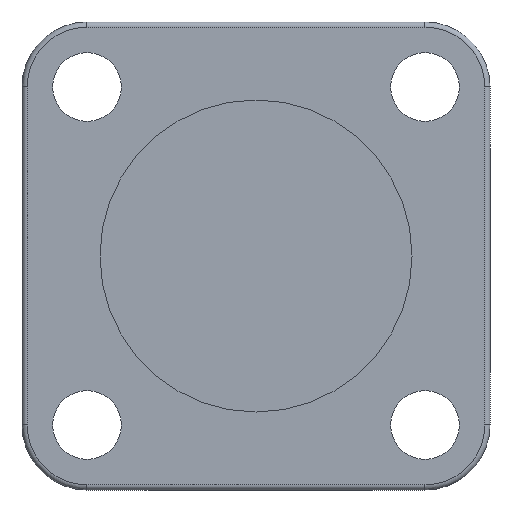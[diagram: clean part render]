
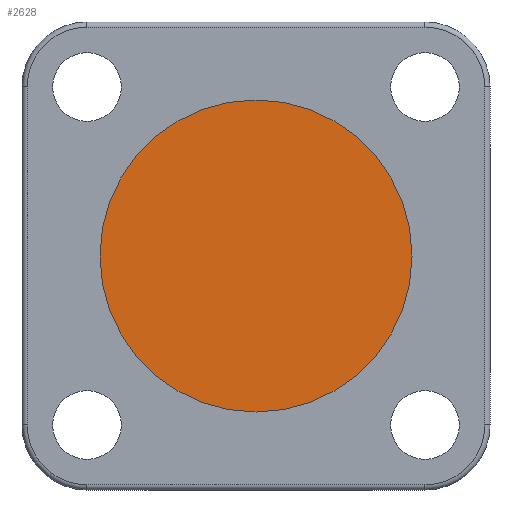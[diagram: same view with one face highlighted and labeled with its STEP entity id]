
A CAD part, front view. The second image highlights one B-rep face of the part: STEP entity #2628.
In plain terms, the highlighted planar face has unit normal (0, -1, 0).
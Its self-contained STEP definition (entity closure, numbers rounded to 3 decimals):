
#50 = CIRCLE ( 'NONE', #3203, 15. ) ;
#75 = DIRECTION ( 'NONE',  ( 0., 0., -1. ) ) ;
#186 = VERTEX_POINT ( 'NONE', #2978 ) ;
#278 = PLANE ( 'NONE',  #2957 ) ;
#748 = CARTESIAN_POINT ( 'NONE',  ( 0., 5., 15. ) ) ;
#753 = DIRECTION ( 'NONE',  ( 0., -1., 0. ) ) ;
#1089 = CARTESIAN_POINT ( 'NONE',  ( 0., 5., 0. ) ) ;
#1144 = DIRECTION ( 'NONE',  ( 0., 0., -1. ) ) ;
#1241 = AXIS2_PLACEMENT_3D ( 'NONE', #1089, #753, #3553 ) ;
#1322 = CARTESIAN_POINT ( 'NONE',  ( 0., 5., 0. ) ) ;
#1622 = CIRCLE ( 'NONE', #1241, 15. ) ;
#1786 = ORIENTED_EDGE ( 'NONE', *, *, #3698, .T. ) ;
#1993 = EDGE_CURVE ( 'NONE', #186, #2748, #50, .T. ) ;
#2055 = CARTESIAN_POINT ( 'NONE',  ( 0., 5., 0. ) ) ;
#2557 = DIRECTION ( 'NONE',  ( 0., -1., 0. ) ) ;
#2628 = ADVANCED_FACE ( 'NONE', ( #3860 ), #278, .T. ) ;
#2723 = DIRECTION ( 'NONE',  ( 0., -1., 0. ) ) ;
#2748 = VERTEX_POINT ( 'NONE', #748 ) ;
#2957 = AXIS2_PLACEMENT_3D ( 'NONE', #1322, #2557, #75 ) ;
#2978 = CARTESIAN_POINT ( 'NONE',  ( 0., 5., -15. ) ) ;
#3187 = EDGE_LOOP ( 'NONE', ( #3705, #1786 ) ) ;
#3203 = AXIS2_PLACEMENT_3D ( 'NONE', #2055, #2723, #1144 ) ;
#3553 = DIRECTION ( 'NONE',  ( 0., 0., -1. ) ) ;
#3698 = EDGE_CURVE ( 'NONE', #2748, #186, #1622, .T. ) ;
#3705 = ORIENTED_EDGE ( 'NONE', *, *, #1993, .T. ) ;
#3860 = FACE_OUTER_BOUND ( 'NONE', #3187, .T. ) ;
